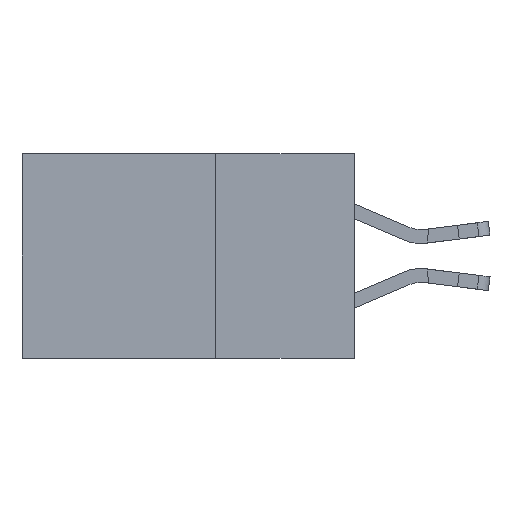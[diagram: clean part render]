
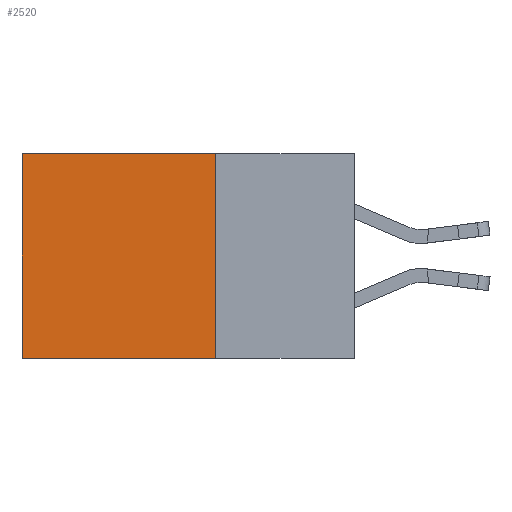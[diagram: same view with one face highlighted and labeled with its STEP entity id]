
A CAD part, left-side view. The second image highlights one B-rep face of the part: STEP entity #2520.
In plain terms, the highlighted planar face has unit normal (-1, 0, 0).
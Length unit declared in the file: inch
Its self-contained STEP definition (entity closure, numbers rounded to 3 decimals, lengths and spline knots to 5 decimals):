
#159 = VECTOR ( 'NONE', #3237, 39.37008 ) ;
#1236 = VERTEX_POINT ( 'NONE', #2011 ) ;
#2011 = CARTESIAN_POINT ( 'NONE',  ( 0.298, 0.6, 0. ) ) ;
#2520 = ADVANCED_FACE ( 'NONE', ( #5805 ), #13201, .F. ) ;
#3237 = DIRECTION ( 'NONE',  ( 0., 0., -1. ) ) ;
#3405 = LINE ( 'NONE', #17213, #11138 ) ;
#3704 = VERTEX_POINT ( 'NONE', #17108 ) ;
#4340 = LINE ( 'NONE', #10086, #159 ) ;
#4423 = DIRECTION ( 'NONE',  ( 0., 1., 0. ) ) ;
#5805 = FACE_OUTER_BOUND ( 'NONE', #13199, .T. ) ;
#6090 = CARTESIAN_POINT ( 'NONE',  ( 0.298, 0.25, -0.37 ) ) ;
#6430 = DIRECTION ( 'NONE',  ( 1., 0., 0. ) ) ;
#7114 = CARTESIAN_POINT ( 'NONE',  ( 0.298, 0.25, -0.37 ) ) ;
#7375 = LINE ( 'NONE', #7114, #8642 ) ;
#7462 = VERTEX_POINT ( 'NONE', #6090 ) ;
#7533 = CARTESIAN_POINT ( 'NONE',  ( 0.298, 0.25, 0. ) ) ;
#8235 = CARTESIAN_POINT ( 'NONE',  ( 0.298, 0.25, 0. ) ) ;
#8642 = VECTOR ( 'NONE', #11044, 39.37008 ) ;
#8994 = ORIENTED_EDGE ( 'NONE', *, *, #13441, .T. ) ;
#9586 = VERTEX_POINT ( 'NONE', #7533 ) ;
#9881 = ORIENTED_EDGE ( 'NONE', *, *, #12652, .T. ) ;
#10086 = CARTESIAN_POINT ( 'NONE',  ( 0.298, 0.6, 0. ) ) ;
#10670 = DIRECTION ( 'NONE',  ( 0., 0., -1. ) ) ;
#10966 = CARTESIAN_POINT ( 'NONE',  ( 0.298, 0.25, 0. ) ) ;
#11044 = DIRECTION ( 'NONE',  ( 0., 1., 0. ) ) ;
#11138 = VECTOR ( 'NONE', #10670, 39.37008 ) ;
#12166 = DIRECTION ( 'NONE',  ( 0., 0., -1. ) ) ;
#12652 = EDGE_CURVE ( 'NONE', #9586, #1236, #14811, .T. ) ;
#13120 = ORIENTED_EDGE ( 'NONE', *, *, #15562, .F. ) ;
#13199 = EDGE_LOOP ( 'NONE', ( #8994, #13745, #13120, #9881 ) ) ;
#13201 = PLANE ( 'NONE',  #14447 ) ;
#13441 = EDGE_CURVE ( 'NONE', #1236, #3704, #4340, .T. ) ;
#13745 = ORIENTED_EDGE ( 'NONE', *, *, #14902, .F. ) ;
#14388 = VECTOR ( 'NONE', #4423, 39.37008 ) ;
#14447 = AXIS2_PLACEMENT_3D ( 'NONE', #8235, #6430, #12166 ) ;
#14811 = LINE ( 'NONE', #10966, #14388 ) ;
#14902 = EDGE_CURVE ( 'NONE', #7462, #3704, #7375, .T. ) ;
#15562 = EDGE_CURVE ( 'NONE', #9586, #7462, #3405, .T. ) ;
#17108 = CARTESIAN_POINT ( 'NONE',  ( 0.298, 0.6, -0.37 ) ) ;
#17213 = CARTESIAN_POINT ( 'NONE',  ( 0.298, 0.25, 0. ) ) ;
